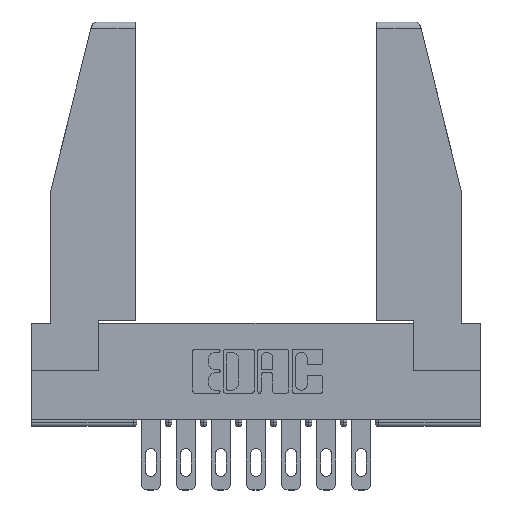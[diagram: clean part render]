
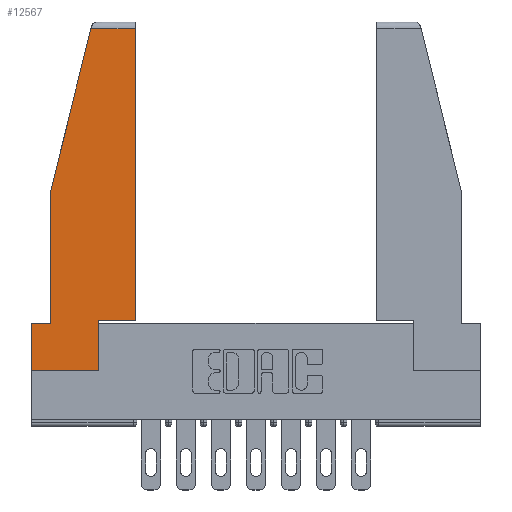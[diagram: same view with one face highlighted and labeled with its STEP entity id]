
A CAD part, top view. The second image highlights one B-rep face of the part: STEP entity #12567.
In plain terms, the highlighted planar face has unit normal (0, 0, 1).
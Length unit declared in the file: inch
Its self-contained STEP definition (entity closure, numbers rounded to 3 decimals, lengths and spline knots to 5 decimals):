
#168 = CARTESIAN_POINT ( 'NONE',  ( 0.297, 0., 0. ) ) ;
#714 = DIRECTION ( 'NONE',  ( 0., -1., 0. ) ) ;
#1033 = ORIENTED_EDGE ( 'NONE', *, *, #3111, .T. ) ;
#1334 = LINE ( 'NONE', #4027, #7211 ) ;
#1503 = CARTESIAN_POINT ( 'NONE',  ( 0.297, 0.223, 0. ) ) ;
#1520 = DIRECTION ( 'NONE',  ( -0.239, -0.971, 0. ) ) ;
#1551 = DIRECTION ( 'NONE',  ( 0., 1., 0. ) ) ;
#1575 = DIRECTION ( 'NONE',  ( -1., 0., 0. ) ) ;
#1783 = DIRECTION ( 'NONE',  ( -1., 0., 0. ) ) ;
#1836 = FACE_OUTER_BOUND ( 'NONE', #3060, .T. ) ;
#2465 = ORIENTED_EDGE ( 'NONE', *, *, #3086, .T. ) ;
#2531 = VECTOR ( 'NONE', #8357, 39.37008 ) ;
#2631 = DIRECTION ( 'NONE',  ( 0., 1., 0. ) ) ;
#2649 = CARTESIAN_POINT ( 'NONE',  ( 0.297, 0.223, 0. ) ) ;
#2947 = VECTOR ( 'NONE', #714, 39.37008 ) ;
#3060 = EDGE_LOOP ( 'NONE', ( #4339, #11043, #2465, #7360, #1033, #8061, #10491, #4103, #9488 ) ) ;
#3086 = EDGE_CURVE ( 'NONE', #10930, #9760, #1334, .T. ) ;
#3111 = EDGE_CURVE ( 'NONE', #8100, #8688, #9484, .T. ) ;
#3129 = EDGE_CURVE ( 'NONE', #9760, #8100, #11440, .T. ) ;
#3141 = VECTOR ( 'NONE', #10309, 39.37008 ) ;
#3263 = EDGE_CURVE ( 'NONE', #8688, #5772, #11290, .T. ) ;
#3467 = EDGE_CURVE ( 'NONE', #9262, #8378, #9915, .T. ) ;
#3518 = EDGE_CURVE ( 'NONE', #5463, #9262, #11558, .T. ) ;
#3544 = EDGE_CURVE ( 'NONE', #11116, #5463, #13585, .T. ) ;
#3591 = EDGE_CURVE ( 'NONE', #5772, #11116, #12807, .T. ) ;
#3618 = EDGE_CURVE ( 'NONE', #8378, #10930, #10360, .T. ) ;
#3942 = VECTOR ( 'NONE', #1575, 39.37008 ) ;
#4027 = CARTESIAN_POINT ( 'NONE',  ( 0.271, 1.55, 0. ) ) ;
#4061 = DIRECTION ( 'NONE',  ( 1., 0., 0. ) ) ;
#4103 = ORIENTED_EDGE ( 'NONE', *, *, #3544, .T. ) ;
#4133 = CARTESIAN_POINT ( 'NONE',  ( 0., 0.21, 0. ) ) ;
#4339 = ORIENTED_EDGE ( 'NONE', *, *, #3467, .T. ) ;
#4340 = CARTESIAN_POINT ( 'NONE',  ( 0., 0., 0. ) ) ;
#4938 = CARTESIAN_POINT ( 'NONE',  ( 0.297, 0., 0. ) ) ;
#5336 = CARTESIAN_POINT ( 'NONE',  ( 0., 0., 0. ) ) ;
#5463 = VERTEX_POINT ( 'NONE', #2649 ) ;
#5772 = VERTEX_POINT ( 'NONE', #4340 ) ;
#5834 = CARTESIAN_POINT ( 'NONE',  ( 0.2636, 1.52, 0. ) ) ;
#5908 = CARTESIAN_POINT ( 'NONE',  ( 0.461, 0.223, 0. ) ) ;
#6093 = VECTOR ( 'NONE', #1551, 39.37008 ) ;
#6404 = DIRECTION ( 'NONE',  ( 0., 0., 1. ) ) ;
#6655 = AXIS2_PLACEMENT_3D ( 'NONE', #5336, #6404, #13025 ) ;
#7211 = VECTOR ( 'NONE', #1520, 39.37008 ) ;
#7346 = VECTOR ( 'NONE', #2631, 39.37008 ) ;
#7360 = ORIENTED_EDGE ( 'NONE', *, *, #3129, .T. ) ;
#7650 = CARTESIAN_POINT ( 'NONE',  ( 0., 0.21, 0. ) ) ;
#8061 = ORIENTED_EDGE ( 'NONE', *, *, #3263, .T. ) ;
#8100 = VERTEX_POINT ( 'NONE', #12734 ) ;
#8357 = DIRECTION ( 'NONE',  ( 1., 0., 0. ) ) ;
#8378 = VERTEX_POINT ( 'NONE', #9265 ) ;
#8688 = VERTEX_POINT ( 'NONE', #7650 ) ;
#9074 = CARTESIAN_POINT ( 'NONE',  ( 0.461, 0.223, 0. ) ) ;
#9262 = VERTEX_POINT ( 'NONE', #5908 ) ;
#9265 = CARTESIAN_POINT ( 'NONE',  ( 0.461, 1.52, 0. ) ) ;
#9484 = LINE ( 'NONE', #4133, #3942 ) ;
#9488 = ORIENTED_EDGE ( 'NONE', *, *, #3518, .T. ) ;
#9760 = VERTEX_POINT ( 'NONE', #10296 ) ;
#9915 = LINE ( 'NONE', #9074, #7346 ) ;
#10296 = CARTESIAN_POINT ( 'NONE',  ( 0.086, 0.8, 0. ) ) ;
#10309 = DIRECTION ( 'NONE',  ( 0., -1., 0. ) ) ;
#10360 = LINE ( 'NONE', #11357, #12234 ) ;
#10491 = ORIENTED_EDGE ( 'NONE', *, *, #3591, .T. ) ;
#10930 = VERTEX_POINT ( 'NONE', #5834 ) ;
#11043 = ORIENTED_EDGE ( 'NONE', *, *, #3618, .T. ) ;
#11116 = VERTEX_POINT ( 'NONE', #4938 ) ;
#11290 = LINE ( 'NONE', #13310, #2947 ) ;
#11294 = CARTESIAN_POINT ( 'NONE',  ( 0.086, 0.8, 0. ) ) ;
#11321 = CARTESIAN_POINT ( 'NONE',  ( 0., 0., 0. ) ) ;
#11357 = CARTESIAN_POINT ( 'NONE',  ( 0., 1.52, 0. ) ) ;
#11440 = LINE ( 'NONE', #11294, #3141 ) ;
#11558 = LINE ( 'NONE', #1503, #11826 ) ;
#11826 = VECTOR ( 'NONE', #4061, 39.37008 ) ;
#12134 = PLANE ( 'NONE',  #6655 ) ;
#12234 = VECTOR ( 'NONE', #1783, 39.37008 ) ;
#12567 = ADVANCED_FACE ( 'NONE', ( #1836 ), #12134, .T. ) ;
#12734 = CARTESIAN_POINT ( 'NONE',  ( 0.086, 0.21, 0. ) ) ;
#12807 = LINE ( 'NONE', #11321, #2531 ) ;
#13025 = DIRECTION ( 'NONE',  ( 1., 0., 0. ) ) ;
#13310 = CARTESIAN_POINT ( 'NONE',  ( 0., 0.21, 0. ) ) ;
#13585 = LINE ( 'NONE', #168, #6093 ) ;
